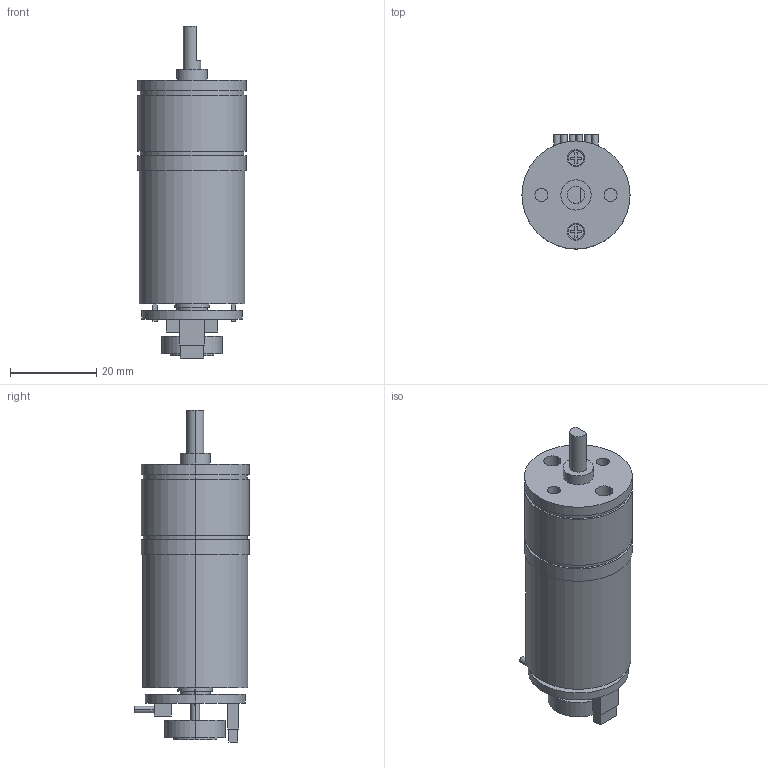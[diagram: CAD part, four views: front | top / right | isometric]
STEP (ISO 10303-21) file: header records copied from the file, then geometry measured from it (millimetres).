
FILE_DESCRIPTION (( 'STEP AP203' ), '1' );
FILE_NAME ('motor.STEP', '2022-10-26T22:58:42', ( '' ), ( '' ), 'SwSTEP 2.0', 'SolidWorks 2022', '' );
FILE_SCHEMA (( 'CONFIG_CONTROL_DESIGN' ));
Length unit declared in the file: millimetre
Products named in the file (2): Metal-gear-motor_47_1ecoder_Predeterminado; motor
Assembly tree (1 placements, depth 2):
  motor
    Metal-gear-motor_47_1ecoder_Predeterminado
Bounding box: 25 x 26.5 x 76.8 mm (x, y, z)
Volume: 26403.9 mm3; surface area: 7696.1 mm2
Topology: 1 solids, 2 shells, 150 faces, 338 edges, 224 vertices
Faces by surface type: plane 94, cylinder 52, torus 4
Entity records: 4406 total; most frequent: DIRECTION 760, CARTESIAN_POINT 716, ORIENTED_EDGE 676, EDGE_CURVE 338, AXIS2_PLACEMENT_3D 268, VECTOR 224, VERTEX_POINT 224, LINE 224
